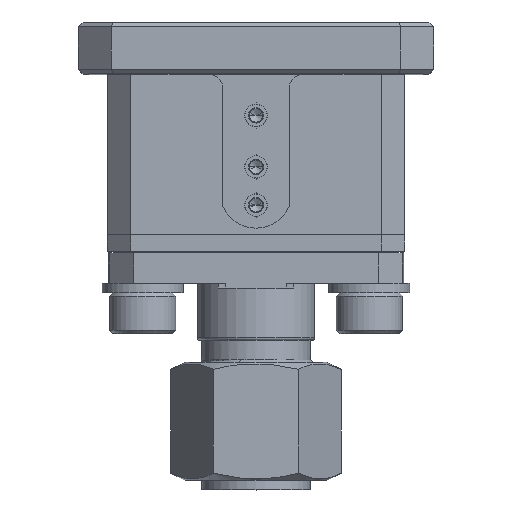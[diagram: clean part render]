
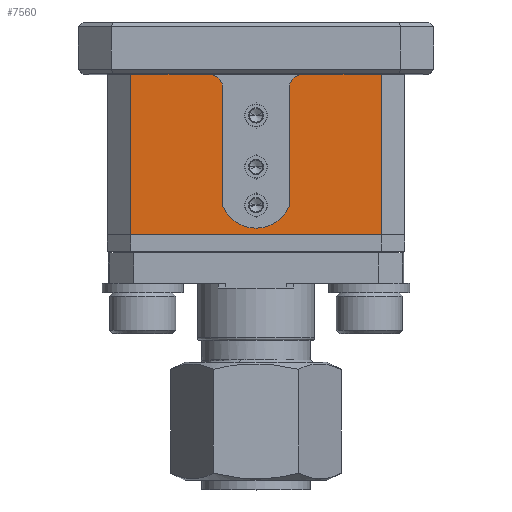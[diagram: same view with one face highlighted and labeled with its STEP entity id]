
A CAD part, top view. The second image highlights one B-rep face of the part: STEP entity #7560.
In plain terms, the highlighted planar face has unit normal (0, 0, 1).
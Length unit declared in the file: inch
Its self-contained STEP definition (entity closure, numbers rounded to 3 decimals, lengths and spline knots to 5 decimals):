
#62 = VERTEX_POINT ( 'NONE', #6611 ) ;
#241 = ORIENTED_EDGE ( 'NONE', *, *, #6140, .T. ) ;
#272 = AXIS2_PLACEMENT_3D ( 'NONE', #9817, #10593, #11518 ) ;
#324 = EDGE_CURVE ( 'NONE', #8375, #6691, #5918, .T. ) ;
#625 = VERTEX_POINT ( 'NONE', #7931 ) ;
#738 = VECTOR ( 'NONE', #5939, 39.37008 ) ;
#799 = CARTESIAN_POINT ( 'NONE',  ( 0.07, -0.03125, 0.14 ) ) ;
#963 = VECTOR ( 'NONE', #2885, 39.37008 ) ;
#979 = CARTESIAN_POINT ( 'NONE',  ( 0.265, -0.34, 0.14 ) ) ;
#1528 = ORIENTED_EDGE ( 'NONE', *, *, #4905, .T. ) ;
#1956 = EDGE_CURVE ( 'NONE', #7518, #9877, #9430, .T. ) ;
#2150 = VECTOR ( 'NONE', #2451, 39.37008 ) ;
#2162 = CARTESIAN_POINT ( 'NONE',  ( 0.265, 0., 0.14 ) ) ;
#2440 = LINE ( 'NONE', #6877, #10537 ) ;
#2451 = DIRECTION ( 'NONE',  ( 0., -1., 0. ) ) ;
#2885 = DIRECTION ( 'NONE',  ( 0., 1., 0. ) ) ;
#2897 = ORIENTED_EDGE ( 'NONE', *, *, #6194, .T. ) ;
#3178 = EDGE_CURVE ( 'NONE', #8933, #62, #8571, .T. ) ;
#3257 = CARTESIAN_POINT ( 'NONE',  ( -0.265, -0.34, 0.14 ) ) ;
#3260 = CIRCLE ( 'NONE', #7558, 0.03125 ) ;
#3283 = EDGE_CURVE ( 'NONE', #6691, #7518, #8968, .T. ) ;
#3359 = CARTESIAN_POINT ( 'NONE',  ( 0.265, -0.34, 0.14 ) ) ;
#3392 = CARTESIAN_POINT ( 'NONE',  ( 0.315, 0., 0.14 ) ) ;
#3399 = ORIENTED_EDGE ( 'NONE', *, *, #10193, .F. ) ;
#3739 = ORIENTED_EDGE ( 'NONE', *, *, #1956, .T. ) ;
#3757 = ORIENTED_EDGE ( 'NONE', *, *, #10091, .F. ) ;
#3830 = DIRECTION ( 'NONE',  ( -1., 0., 0. ) ) ;
#3835 = VERTEX_POINT ( 'NONE', #3359 ) ;
#3975 = DIRECTION ( 'NONE',  ( -1., 0., 0. ) ) ;
#3985 = EDGE_CURVE ( 'NONE', #3835, #62, #7675, .T. ) ;
#4117 = DIRECTION ( 'NONE',  ( -1., 0., 0. ) ) ;
#4124 = CARTESIAN_POINT ( 'NONE',  ( 0.315, 0., 0.14 ) ) ;
#4458 = DIRECTION ( 'NONE',  ( 0., 0., 1. ) ) ;
#4775 = VECTOR ( 'NONE', #4117, 39.37008 ) ;
#4905 = EDGE_CURVE ( 'NONE', #4945, #8933, #7378, .T. ) ;
#4945 = VERTEX_POINT ( 'NONE', #11514 ) ;
#4993 = EDGE_LOOP ( 'NONE', ( #10650, #8539, #3739, #3399, #3757, #2897, #1528, #9516, #5867, #241 ) ) ;
#5181 = DIRECTION ( 'NONE',  ( -1., 0., 0. ) ) ;
#5867 = ORIENTED_EDGE ( 'NONE', *, *, #3985, .F. ) ;
#5918 = LINE ( 'NONE', #4124, #7938 ) ;
#5939 = DIRECTION ( 'NONE',  ( 0., -1., 0. ) ) ;
#6069 = CARTESIAN_POINT ( 'NONE',  ( -0.07, -0.03125, 0.14 ) ) ;
#6140 = EDGE_CURVE ( 'NONE', #3835, #8375, #10222, .T. ) ;
#6194 = EDGE_CURVE ( 'NONE', #7438, #4945, #3260, .T. ) ;
#6267 = DIRECTION ( 'NONE',  ( -1., 0., 0. ) ) ;
#6611 = CARTESIAN_POINT ( 'NONE',  ( -0.265, -0.34, 0.14 ) ) ;
#6691 = VERTEX_POINT ( 'NONE', #9326 ) ;
#6877 = CARTESIAN_POINT ( 'NONE',  ( -0.07, 0., 0.14 ) ) ;
#7103 = DIRECTION ( 'NONE',  ( 0., 0., -1. ) ) ;
#7378 = LINE ( 'NONE', #3392, #4775 ) ;
#7384 = CARTESIAN_POINT ( 'NONE',  ( -0.265, 0., 0.14 ) ) ;
#7407 = DIRECTION ( 'NONE',  ( 0., 0., 1. ) ) ;
#7438 = VERTEX_POINT ( 'NONE', #6069 ) ;
#7518 = VERTEX_POINT ( 'NONE', #799 ) ;
#7558 = AXIS2_PLACEMENT_3D ( 'NONE', #8313, #7407, #3975 ) ;
#7560 = ADVANCED_FACE ( 'NONE', ( #7646 ), #10684, .F. ) ;
#7569 = AXIS2_PLACEMENT_3D ( 'NONE', #11500, #7103, #6267 ) ;
#7646 = FACE_OUTER_BOUND ( 'NONE', #4993, .T. ) ;
#7675 = LINE ( 'NONE', #8211, #7943 ) ;
#7931 = CARTESIAN_POINT ( 'NONE',  ( -0.07, -0.28, 0.14 ) ) ;
#7938 = VECTOR ( 'NONE', #8675, 39.37008 ) ;
#7943 = VECTOR ( 'NONE', #3830, 39.37008 ) ;
#8211 = CARTESIAN_POINT ( 'NONE',  ( 0.315, -0.34, 0.14 ) ) ;
#8313 = CARTESIAN_POINT ( 'NONE',  ( -0.10125, -0.03125, 0.14 ) ) ;
#8375 = VERTEX_POINT ( 'NONE', #2162 ) ;
#8539 = ORIENTED_EDGE ( 'NONE', *, *, #3283, .T. ) ;
#8571 = LINE ( 'NONE', #3257, #2150 ) ;
#8665 = AXIS2_PLACEMENT_3D ( 'NONE', #11556, #4458, #5181 ) ;
#8675 = DIRECTION ( 'NONE',  ( -1., 0., 0. ) ) ;
#8933 = VERTEX_POINT ( 'NONE', #7384 ) ;
#8968 = CIRCLE ( 'NONE', #8665, 0.03125 ) ;
#9326 = CARTESIAN_POINT ( 'NONE',  ( 0.10125, 0., 0.14 ) ) ;
#9430 = LINE ( 'NONE', #9471, #738 ) ;
#9471 = CARTESIAN_POINT ( 'NONE',  ( 0.07, 0., 0.14 ) ) ;
#9516 = ORIENTED_EDGE ( 'NONE', *, *, #3178, .T. ) ;
#9817 = CARTESIAN_POINT ( 'NONE',  ( 0., -0.25, 0.14 ) ) ;
#9877 = VERTEX_POINT ( 'NONE', #10992 ) ;
#10091 = EDGE_CURVE ( 'NONE', #7438, #625, #2440, .T. ) ;
#10193 = EDGE_CURVE ( 'NONE', #625, #9877, #10401, .T. ) ;
#10222 = LINE ( 'NONE', #979, #963 ) ;
#10401 = CIRCLE ( 'NONE', #272, 0.07616 ) ;
#10460 = DIRECTION ( 'NONE',  ( 0., -1., 0. ) ) ;
#10537 = VECTOR ( 'NONE', #10460, 39.37008 ) ;
#10593 = DIRECTION ( 'NONE',  ( 0., 0., 1. ) ) ;
#10650 = ORIENTED_EDGE ( 'NONE', *, *, #324, .T. ) ;
#10684 = PLANE ( 'NONE',  #7569 ) ;
#10992 = CARTESIAN_POINT ( 'NONE',  ( 0.07, -0.28, 0.14 ) ) ;
#11500 = CARTESIAN_POINT ( 'NONE',  ( 0.315, -0.34, 0.14 ) ) ;
#11514 = CARTESIAN_POINT ( 'NONE',  ( -0.10125, 0., 0.14 ) ) ;
#11518 = DIRECTION ( 'NONE',  ( 1., 0., 0. ) ) ;
#11556 = CARTESIAN_POINT ( 'NONE',  ( 0.10125, -0.03125, 0.14 ) ) ;
